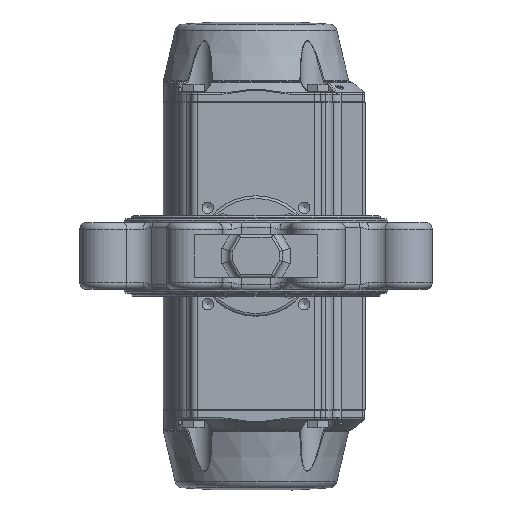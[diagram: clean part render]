
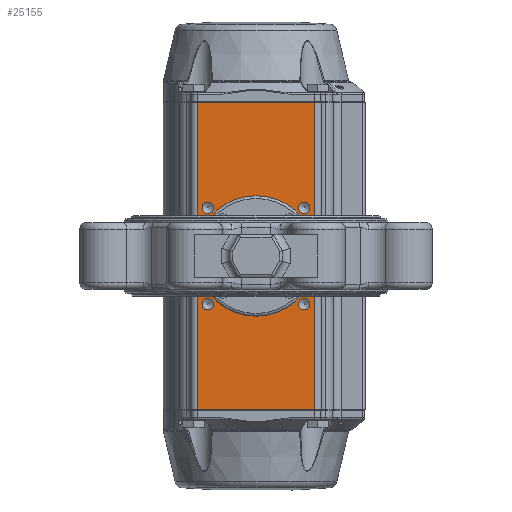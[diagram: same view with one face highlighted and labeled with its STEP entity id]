
A CAD part, front view. The second image highlights one B-rep face of the part: STEP entity #25155.
In plain terms, the highlighted planar face has unit normal (0, -1, 0).
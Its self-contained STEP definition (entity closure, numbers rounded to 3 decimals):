
#2808=LINE('',#45734,#4120);
#2864=LINE('',#45919,#4176);
#2958=LINE('',#46189,#4270);
#2959=LINE('',#46192,#4271);
#4120=VECTOR('',#32038,1000.);
#4176=VECTOR('',#32228,1000.);
#4270=VECTOR('',#32512,1000.);
#4271=VECTOR('',#32517,1000.);
#8581=ORIENTED_EDGE('',*,*,#13827,.F.);
#8582=ORIENTED_EDGE('',*,*,#13693,.T.);
#8583=ORIENTED_EDGE('',*,*,#13829,.T.);
#8584=ORIENTED_EDGE('',*,*,#13601,.T.);
#8585=ORIENTED_EDGE('',*,*,#13830,.F.);
#8586=ORIENTED_EDGE('',*,*,#13831,.F.);
#8587=ORIENTED_EDGE('',*,*,#13832,.F.);
#8588=ORIENTED_EDGE('',*,*,#13833,.F.);
#8589=ORIENTED_EDGE('',*,*,#13834,.F.);
#8590=ORIENTED_EDGE('',*,*,#13835,.F.);
#8591=ORIENTED_EDGE('',*,*,#13836,.F.);
#8592=ORIENTED_EDGE('',*,*,#13837,.F.);
#8593=ORIENTED_EDGE('',*,*,#13838,.T.);
#13601=EDGE_CURVE('',#16573,#16576,#2808,.T.);
#13693=EDGE_CURVE('',#16639,#16638,#2864,.T.);
#13827=EDGE_CURVE('',#16639,#16576,#2958,.T.);
#13829=EDGE_CURVE('',#16638,#16573,#2959,.T.);
#13830=EDGE_CURVE('',#16720,#16720,#18437,.T.);
#13831=EDGE_CURVE('',#16721,#16721,#18438,.T.);
#13832=EDGE_CURVE('',#16722,#16722,#18439,.T.);
#13833=EDGE_CURVE('',#16723,#16723,#18440,.T.);
#13834=EDGE_CURVE('',#16724,#16724,#18441,.T.);
#13835=EDGE_CURVE('',#16725,#16725,#18442,.T.);
#13836=EDGE_CURVE('',#16726,#16726,#18443,.T.);
#13837=EDGE_CURVE('',#16727,#16727,#18444,.T.);
#13838=EDGE_CURVE('',#16728,#16728,#18445,.T.);
#16573=VERTEX_POINT('',#45728);
#16576=VERTEX_POINT('',#45733);
#16638=VERTEX_POINT('',#45918);
#16639=VERTEX_POINT('',#45920);
#16720=VERTEX_POINT('',#46194);
#16721=VERTEX_POINT('',#46196);
#16722=VERTEX_POINT('',#46198);
#16723=VERTEX_POINT('',#46200);
#16724=VERTEX_POINT('',#46202);
#16725=VERTEX_POINT('',#46204);
#16726=VERTEX_POINT('',#46206);
#16727=VERTEX_POINT('',#46208);
#16728=VERTEX_POINT('',#46210);
#18437=CIRCLE('',#27434,3.4);
#18438=CIRCLE('',#27435,3.4);
#18439=CIRCLE('',#27436,3.4);
#18440=CIRCLE('',#27437,3.4);
#18441=CIRCLE('',#27438,4.25);
#18442=CIRCLE('',#27439,4.25);
#18443=CIRCLE('',#27440,4.25);
#18444=CIRCLE('',#27441,4.25);
#18445=CIRCLE('',#27442,27.5);
#20141=EDGE_LOOP('',(#8581,#8582,#8583,#8584));
#20142=EDGE_LOOP('',(#8585));
#20143=EDGE_LOOP('',(#8586));
#20144=EDGE_LOOP('',(#8587));
#20145=EDGE_LOOP('',(#8588));
#20146=EDGE_LOOP('',(#8589));
#20147=EDGE_LOOP('',(#8590));
#20148=EDGE_LOOP('',(#8591));
#20149=EDGE_LOOP('',(#8592));
#20150=EDGE_LOOP('',(#8593));
#22022=FACE_BOUND('',#20141,.T.);
#22023=FACE_BOUND('',#20142,.T.);
#22024=FACE_BOUND('',#20143,.T.);
#22025=FACE_BOUND('',#20144,.T.);
#22026=FACE_BOUND('',#20145,.T.);
#22027=FACE_BOUND('',#20146,.T.);
#22028=FACE_BOUND('',#20147,.T.);
#22029=FACE_BOUND('',#20148,.T.);
#22030=FACE_BOUND('',#20149,.T.);
#22031=FACE_BOUND('',#20150,.T.);
#23216=PLANE('',#27433);
#25155=ADVANCED_FACE('',(#22022,#22023,#22024,#22025,#22026,#22027,#22028,
#22029,#22030,#22031),#23216,.F.);
#27433=AXIS2_PLACEMENT_3D('',#46191,#32515,#32516);
#27434=AXIS2_PLACEMENT_3D('',#46193,#32518,#32519);
#27435=AXIS2_PLACEMENT_3D('',#46195,#32520,#32521);
#27436=AXIS2_PLACEMENT_3D('',#46197,#32522,#32523);
#27437=AXIS2_PLACEMENT_3D('',#46199,#32524,#32525);
#27438=AXIS2_PLACEMENT_3D('',#46201,#32526,#32527);
#27439=AXIS2_PLACEMENT_3D('',#46203,#32528,#32529);
#27440=AXIS2_PLACEMENT_3D('',#46205,#32530,#32531);
#27441=AXIS2_PLACEMENT_3D('',#46207,#32532,#32533);
#27442=AXIS2_PLACEMENT_3D('',#46209,#32534,#32535);
#32038=DIRECTION('',(1.,0.,0.));
#32228=DIRECTION('',(-1.,0.,0.));
#32512=DIRECTION('',(0.,0.,-1.));
#32515=DIRECTION('',(0.,1.,0.));
#32516=DIRECTION('',(0.,0.,1.));
#32517=DIRECTION('',(0.,0.,-1.));
#32518=DIRECTION('',(0.,-1.,0.));
#32519=DIRECTION('',(0.,0.,-1.));
#32520=DIRECTION('',(0.,-1.,0.));
#32521=DIRECTION('',(0.,0.,-1.));
#32522=DIRECTION('',(0.,-1.,0.));
#32523=DIRECTION('',(0.,0.,-1.));
#32524=DIRECTION('',(0.,-1.,0.));
#32525=DIRECTION('',(0.,0.,-1.));
#32526=DIRECTION('',(0.,-1.,0.));
#32527=DIRECTION('',(0.,0.,-1.));
#32528=DIRECTION('',(0.,-1.,0.));
#32529=DIRECTION('',(0.,0.,-1.));
#32530=DIRECTION('',(0.,-1.,0.));
#32531=DIRECTION('',(0.,0.,-1.));
#32532=DIRECTION('',(0.,-1.,0.));
#32533=DIRECTION('',(0.,0.,-1.));
#32534=DIRECTION('',(0.,1.,0.));
#32535=DIRECTION('',(0.,0.,1.));
#45728=CARTESIAN_POINT('',(-44.,-80.,-115.));
#45733=CARTESIAN_POINT('',(44.,-80.,-115.));
#45734=CARTESIAN_POINT('',(-44.,-80.,-115.));
#45918=CARTESIAN_POINT('',(-44.,-80.,115.));
#45919=CARTESIAN_POINT('',(-44.,-80.,115.));
#45920=CARTESIAN_POINT('',(44.,-80.,115.));
#46189=CARTESIAN_POINT('',(44.,-80.,115.5));
#46191=CARTESIAN_POINT('',(-44.,-80.,115.5));
#46192=CARTESIAN_POINT('',(-44.,-80.,115.5));
#46193=CARTESIAN_POINT('',(24.749,-80.,24.749));
#46194=CARTESIAN_POINT('',(24.749,-80.,21.349));
#46195=CARTESIAN_POINT('',(24.749,-80.,-24.749));
#46196=CARTESIAN_POINT('',(24.749,-80.,-28.149));
#46197=CARTESIAN_POINT('',(-24.749,-80.,-24.749));
#46198=CARTESIAN_POINT('',(-24.749,-80.,-28.149));
#46199=CARTESIAN_POINT('',(-24.749,-80.,24.749));
#46200=CARTESIAN_POINT('',(-24.749,-80.,21.349));
#46201=CARTESIAN_POINT('',(36.062,-80.,36.062));
#46202=CARTESIAN_POINT('',(36.062,-80.,31.812));
#46203=CARTESIAN_POINT('',(36.062,-80.,-36.062));
#46204=CARTESIAN_POINT('',(36.062,-80.,-40.312));
#46205=CARTESIAN_POINT('',(-36.062,-80.,-36.062));
#46206=CARTESIAN_POINT('',(-36.062,-80.,-40.312));
#46207=CARTESIAN_POINT('',(-36.062,-80.,36.062));
#46208=CARTESIAN_POINT('',(-36.062,-80.,31.812));
#46209=CARTESIAN_POINT('',(0.,-80.,0.));
#46210=CARTESIAN_POINT('',(0.,-80.,27.5));
